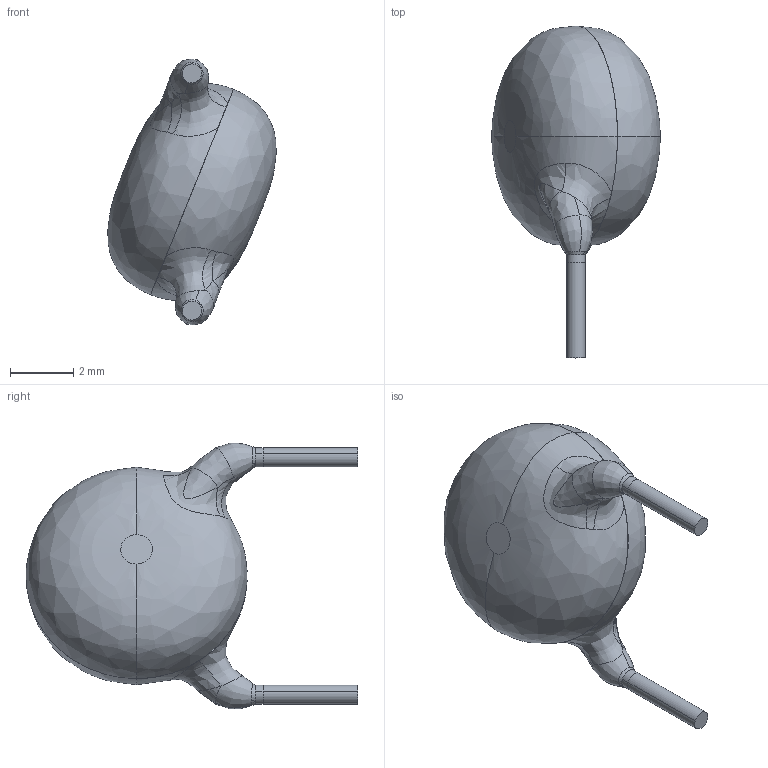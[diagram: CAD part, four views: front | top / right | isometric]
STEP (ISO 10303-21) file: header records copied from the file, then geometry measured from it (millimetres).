
FILE_DESCRIPTION (( 'STEP AP214' ), '1' );
FILE_NAME ('Y1_7x4.5_7.5mm.STEP', '2020-05-14T17:26:37', ( '' ), ( '' ), 'SwSTEP 2.0', 'SolidWorks 2017', '' );
FILE_SCHEMA (( 'AUTOMOTIVE_DESIGN' ));
Length unit declared in the file: millimetre
Products named in the file (2): Y1_7x4.5_7.5mm; 栖闉罻5
Assembly tree (1 placements, depth 2):
  Y1_7x4.5_7.5mm
    栖闉罻5
Bounding box: 5.33 x 10.49 x 8.41 mm (x, y, z)
Volume: 209.2 mm3; surface area: 347.7 mm2
Topology: 3 solids, 3 shells, 60 faces, 144 edges, 90 vertices
Faces by surface type: bspline 39, cylinder 12, plane 9
Entity records: 4999 total; most frequent: CARTESIAN_POINT 3217, ORIENTED_EDGE 288, EDGE_CURVE 144, B_SPLINE_CURVE_WITH_KNOTS 114, DIRECTION 92, VERTEX_POINT 90, UNCERTAINTY_MEASURE_WITH_UNIT 66, PRESENTATION_STYLE_ASSIGNMENT 64
